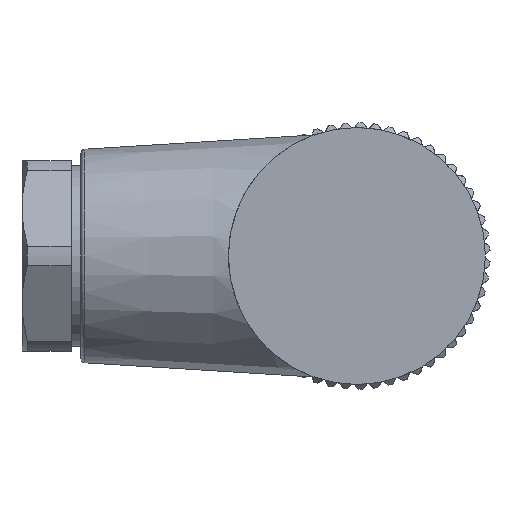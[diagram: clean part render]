
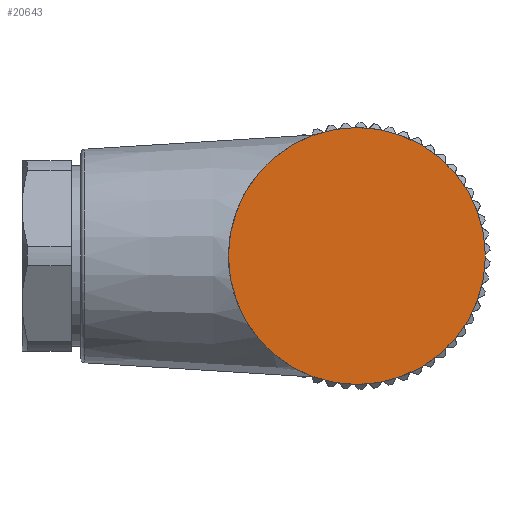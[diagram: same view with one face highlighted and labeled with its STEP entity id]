
A CAD part, left-side view. The second image highlights one B-rep face of the part: STEP entity #20643.
In plain terms, the highlighted face is planar.
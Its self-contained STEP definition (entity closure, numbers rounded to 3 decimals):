
#8341=CARTESIAN_POINT('',(19.782,-1.235,20.));
#8342=DIRECTION('',(1.,0.,0.));
#8343=DIRECTION('',(0.,1.,0.));
#8344=AXIS2_PLACEMENT_3D('',#8341,#8342,#8343);
#8346=CARTESIAN_POINT('',(19.782,-1.235,20.));
#8347=DIRECTION('',(1.,0.,0.));
#8348=DIRECTION('',(0.,-1.,0.));
#8349=AXIS2_PLACEMENT_3D('',#8346,#8347,#8348);
#9930=CARTESIAN_POINT('',(19.782,5.515,20.));
#9931=CARTESIAN_POINT('',(19.782,-7.985,20.));
#9932=VERTEX_POINT('',#9930);
#9933=VERTEX_POINT('',#9931);
#20633=CARTESIAN_POINT('',(19.782,-1.235,20.));
#20634=DIRECTION('',(1.,0.,0.));
#20635=DIRECTION('',(0.,-1.,0.));
#20636=AXIS2_PLACEMENT_3D('',#20633,#20634,#20635);
#20637=PLANE('',#20636);
#20639=ORIENTED_EDGE('',*,*,#20638,.F.);
#20640=ORIENTED_EDGE('',*,*,#20622,.F.);
#20641=EDGE_LOOP('',(#20639,#20640));
#20642=FACE_OUTER_BOUND('',#20641,.F.);
#20643=ADVANCED_FACE('',(#20642),#20637,.T.);
#8345=CIRCLE('',#8344,6.75);
#8350=CIRCLE('',#8349,6.75);
#20622=EDGE_CURVE('',#9933,#9932,#8350,.T.);
#20638=EDGE_CURVE('',#9932,#9933,#8345,.T.);
